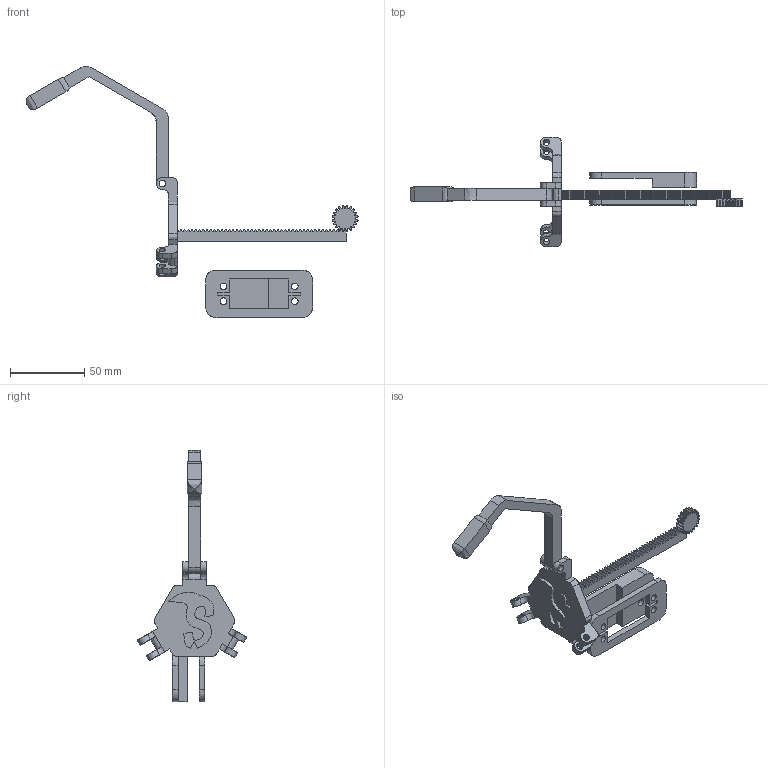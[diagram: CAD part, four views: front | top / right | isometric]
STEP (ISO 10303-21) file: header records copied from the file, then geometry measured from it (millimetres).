
FILE_DESCRIPTION(/* description */ ('STEP AP242','CAx-IF Rec.Pracs.---Representation and Presentation of Product Manufacturing Information (PMI)---4.0---2014-10-13','CAx-IF Rec.Pracs.---3D Tessellated Geometry---0.4---2014-09-14','2;1'),/* implementation_level */ '2;1');
FILE_NAME(/* name */ '6677b13c81aa2d610883a89f',/* time_stamp */ '2024-06-23T05:23:08Z',/* author */ (''),/* organization */ (''),/* preprocessor_version */ 'ST-DEVELOPER v20',/* originating_system */ ' ',/* authorisation */ ' ');
FILE_SCHEMA (('AP242_MANAGED_MODEL_BASED_3D_ENGINEERING_MIM_LF { 1 0 10303 442 1 1 4 }'));
Length unit declared in the file: metre
Products named in the file (5): Claw Arm; MOD .8 32T Rack Gear; I exist for dimensioning; Rack Gear Holder; Claw Servo Mount
Bounding box: 223.69 x 73.82 x 169.21 mm (x, y, z)
Volume: 50699.9 mm3; surface area: 28634.8 mm2
Topology: 5 solids, 5 shells, 457 faces, 1314 edges, 869 vertices
Faces by surface type: plane 263, cylinder 102, bspline 92
Full cylindrical faces by diameter (mm): 4.5 x15
Entity records: 17465 total; most frequent: CARTESIAN_POINT 5874, ORIENTED_EDGE 2598, DIRECTION 2007, EDGE_CURVE 1299, VERTEX_POINT 869, LINE 859, VECTOR 859, AXIS2_PLACEMENT_3D 574
